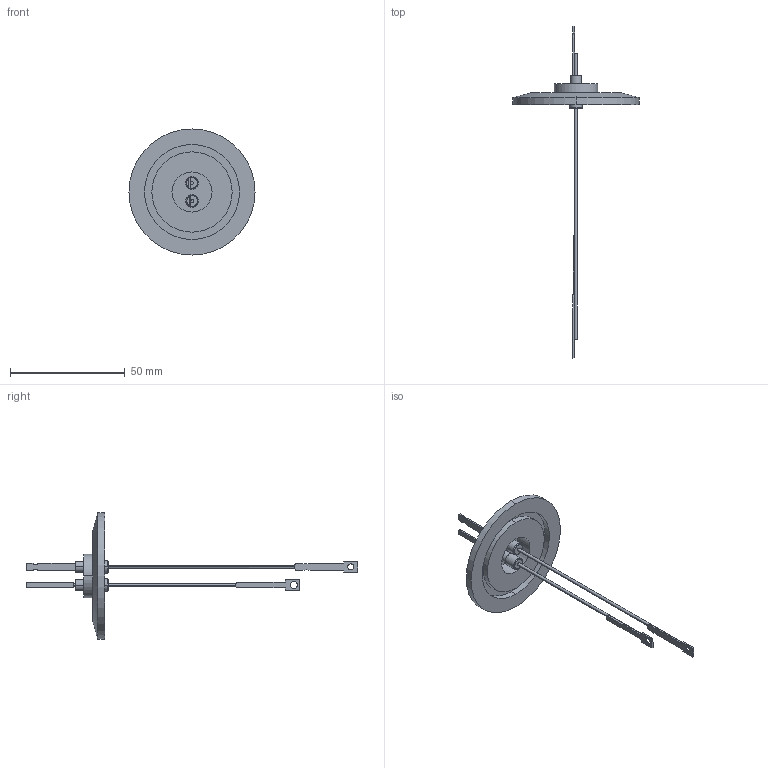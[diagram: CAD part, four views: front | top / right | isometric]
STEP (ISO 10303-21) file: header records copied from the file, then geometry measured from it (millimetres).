
FILE_DESCRIPTION (( 'STEP AP214' ), '1' );
FILE_NAME ('120XTK040-1.step', '2017-07-10T09:42:38', ( 'install' ), ( '' ), 'SwSTEP 2.0', 'SolidWorks 2015', '' );
FILE_SCHEMA (( 'AUTOMOTIVE_DESIGN' ));
Length unit declared in the file: inch
Products named in the file (1): 120XTK040-1
Bounding box: 54.99 x 144.78 x 54.99 mm (x, y, z)
Volume: 10033.8 mm3; surface area: 8800.7 mm2
Topology: 1 solids, 1 shells, 123 faces, 309 edges, 202 vertices
Faces by surface type: cylinder 58, plane 55, cone 6, bspline 4
Entity records: 3880 total; most frequent: CARTESIAN_POINT 775, DIRECTION 674, ORIENTED_EDGE 618, EDGE_CURVE 309, AXIS2_PLACEMENT_3D 253, VERTEX_POINT 202, VECTOR 168, LINE 168
